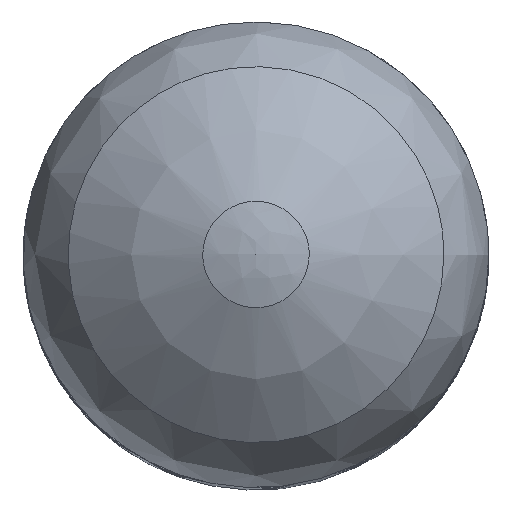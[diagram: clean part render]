
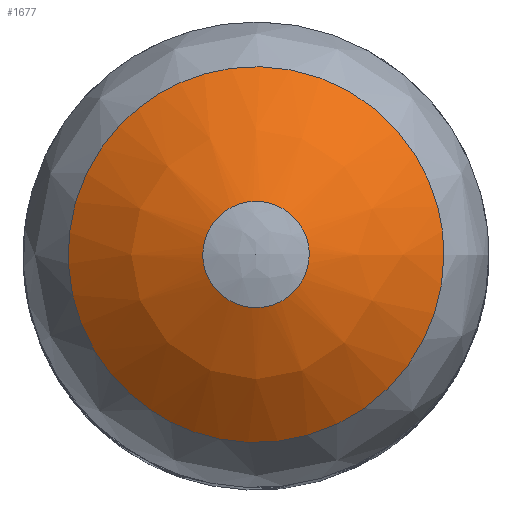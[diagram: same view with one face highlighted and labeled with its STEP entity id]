
A CAD part, top view. The second image highlights one B-rep face of the part: STEP entity #1677.
In plain terms, the highlighted free-form (B-spline) face has degree [2, 2] with [3, 9] control points.
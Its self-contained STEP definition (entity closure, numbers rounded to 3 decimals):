
#1621 = EDGE_CURVE('',#1622,#1624,#1626,.T.);
#1622 = VERTEX_POINT('',#1623);
#1623 = CARTESIAN_POINT('',(-0.863,0.,30.995));
#1624 = VERTEX_POINT('',#1625);
#1625 = CARTESIAN_POINT('',(0.863,0.,
    30.995));
#1626 = ( BOUNDED_CURVE() B_SPLINE_CURVE(2,(#1627,#1628,#1629,#1630,
#1631),.UNSPECIFIED.,.F.,.F.) B_SPLINE_CURVE_WITH_KNOTS((3,2,3),(
    3.142,4.712,6.283),
.PIECEWISE_BEZIER_KNOTS.) CURVE() GEOMETRIC_REPRESENTATION_ITEM() 
RATIONAL_B_SPLINE_CURVE((1.,0.707,1.,0.707,1.)) 
REPRESENTATION_ITEM('') );
#1627 = CARTESIAN_POINT('',(-0.863,0.,
    30.995));
#1628 = CARTESIAN_POINT('',(-0.863,0.863,30.995
    ));
#1629 = CARTESIAN_POINT('',(0.,0.863,
    30.995));
#1630 = CARTESIAN_POINT('',(0.863,0.863,30.995)
  );
#1631 = CARTESIAN_POINT('',(0.863,0.,
    30.995));
#1642 = EDGE_CURVE('',#1624,#1622,#1643,.T.);
#1643 = ( BOUNDED_CURVE() B_SPLINE_CURVE(2,(#1644,#1645,#1646,#1647,
#1648),.UNSPECIFIED.,.F.,.F.) B_SPLINE_CURVE_WITH_KNOTS((3,2,3),(0.,
1.571,3.142),.PIECEWISE_BEZIER_KNOTS.) CURVE() 
GEOMETRIC_REPRESENTATION_ITEM() RATIONAL_B_SPLINE_CURVE((1.,
0.707,1.,0.707,1.)) REPRESENTATION_ITEM('') );
#1644 = CARTESIAN_POINT('',(0.863,0.,30.995));
#1645 = CARTESIAN_POINT('',(0.863,-0.863,30.995
    ));
#1646 = CARTESIAN_POINT('',(0.,-0.863,
    30.995));
#1647 = CARTESIAN_POINT('',(-0.863,-0.863,
    30.995));
#1648 = CARTESIAN_POINT('',(-0.863,0.,
    30.995));
#1677 = ADVANCED_FACE('',(#1678),#1701,.F.);
#1678 = FACE_BOUND('',#1679,.F.);
#1679 = EDGE_LOOP('',(#1680,#1688,#1689,#1690,#1691));
#1680 = ORIENTED_EDGE('',*,*,#1681,.T.);
#1681 = EDGE_CURVE('',#1682,#1624,#1684,.T.);
#1682 = VERTEX_POINT('',#1683);
#1683 = CARTESIAN_POINT('',(3.045,0.,
    29.718));
#1684 = ( BOUNDED_CURVE() B_SPLINE_CURVE(2,(#1685,#1686,#1687),
.UNSPECIFIED.,.F.,.F.) B_SPLINE_CURVE_WITH_KNOTS((3,3),(0.832,
1.251),.PIECEWISE_BEZIER_KNOTS.) CURVE() 
GEOMETRIC_REPRESENTATION_ITEM() RATIONAL_B_SPLINE_CURVE((1.,
0.978,1.)) REPRESENTATION_ITEM('') );
#1685 = CARTESIAN_POINT('',(3.045,0.,
    29.718));
#1686 = CARTESIAN_POINT('',(2.09,0.,
    30.589));
#1687 = CARTESIAN_POINT('',(0.863,0.,
    30.995));
#1688 = ORIENTED_EDGE('',*,*,#1621,.F.);
#1689 = ORIENTED_EDGE('',*,*,#1642,.F.);
#1690 = ORIENTED_EDGE('',*,*,#1681,.F.);
#1691 = ORIENTED_EDGE('',*,*,#1692,.T.);
#1692 = EDGE_CURVE('',#1682,#1682,#1693,.T.);
#1693 = ( BOUNDED_CURVE() B_SPLINE_CURVE(2,(#1694,#1695,#1696,#1697,
#1698,#1699,#1700),.UNSPECIFIED.,.T.,.F.) B_SPLINE_CURVE_WITH_KNOTS((1,2
    ,2,2,2,1),(-2.094,0.,2.094,4.189,
6.283,8.378),.UNSPECIFIED.) CURVE() 
GEOMETRIC_REPRESENTATION_ITEM() RATIONAL_B_SPLINE_CURVE((1.,0.5,1.,0.5,
1.,0.5,1.)) REPRESENTATION_ITEM('') );
#1694 = CARTESIAN_POINT('',(3.045,0.,29.718));
#1695 = CARTESIAN_POINT('',(3.045,-5.275,
    29.718));
#1696 = CARTESIAN_POINT('',(-1.523,-2.637,
    29.718));
#1697 = CARTESIAN_POINT('',(-6.091,0.,
    29.718));
#1698 = CARTESIAN_POINT('',(-1.523,2.637,
    29.718));
#1699 = CARTESIAN_POINT('',(3.045,5.275,29.718
    ));
#1700 = CARTESIAN_POINT('',(3.045,0.,29.718));
#1701 = ( BOUNDED_SURFACE() B_SPLINE_SURFACE(2,2,(
    (#1702,#1703,#1704,#1705,#1706,#1707,#1708,#1709,#1710)
    ,(#1711,#1712,#1713,#1714,#1715,#1716,#1717,#1718,#1719)
    ,(#1720,#1721,#1722,#1723,#1724,#1725,#1726,#1727,#1728
)),.UNSPECIFIED.,.F.,.T.,.F.) B_SPLINE_SURFACE_WITH_KNOTS((3,3),(1,2,2,2
    ,2,2,1),(-1.251,-0.832),(-4.712,
    -3.142,-1.571,0.,1.571,3.142,
4.712),.UNSPECIFIED.) GEOMETRIC_REPRESENTATION_ITEM() 
RATIONAL_B_SPLINE_SURFACE((
    (1.,0.707,1.,0.707,1.,0.707,1.
      ,0.707,1.)
    ,(0.978,0.692,0.978,0.692
      ,0.978,0.692,0.978,0.692
      ,0.978)
    ,(1.,0.707,1.,0.707,1.,0.707,1.
,0.707,1.))) REPRESENTATION_ITEM('') SURFACE() );
#1702 = CARTESIAN_POINT('',(0.863,0.,30.995));
#1703 = CARTESIAN_POINT('',(0.863,-0.863,30.995
    ));
#1704 = CARTESIAN_POINT('',(0.,-0.863,30.995));
#1705 = CARTESIAN_POINT('',(-0.863,-0.863,
    30.995));
#1706 = CARTESIAN_POINT('',(-0.863,0.,30.995));
#1707 = CARTESIAN_POINT('',(-0.863,0.863,30.995
    ));
#1708 = CARTESIAN_POINT('',(0.,0.863,30.995));
#1709 = CARTESIAN_POINT('',(0.863,0.863,30.995)
  );
#1710 = CARTESIAN_POINT('',(0.863,0.,30.995));
#1711 = CARTESIAN_POINT('',(2.09,0.,30.589));
#1712 = CARTESIAN_POINT('',(2.09,-2.09,
    30.589));
#1713 = CARTESIAN_POINT('',(0.,-2.09,30.589));
#1714 = CARTESIAN_POINT('',(-2.09,-2.09,
    30.589));
#1715 = CARTESIAN_POINT('',(-2.09,0.,30.589));
#1716 = CARTESIAN_POINT('',(-2.09,2.09,
    30.589));
#1717 = CARTESIAN_POINT('',(0.,2.09,30.589));
#1718 = CARTESIAN_POINT('',(2.09,2.09,
    30.589));
#1719 = CARTESIAN_POINT('',(2.09,0.,30.589));
#1720 = CARTESIAN_POINT('',(3.045,0.,29.718));
#1721 = CARTESIAN_POINT('',(3.045,-3.045,
    29.718));
#1722 = CARTESIAN_POINT('',(0.,-3.045,29.718));
#1723 = CARTESIAN_POINT('',(-3.045,-3.045,
    29.718));
#1724 = CARTESIAN_POINT('',(-3.045,0.,29.718));
#1725 = CARTESIAN_POINT('',(-3.045,3.045,
    29.718));
#1726 = CARTESIAN_POINT('',(0.,3.045,29.718));
#1727 = CARTESIAN_POINT('',(3.045,3.045,
    29.718));
#1728 = CARTESIAN_POINT('',(3.045,0.,29.718));
